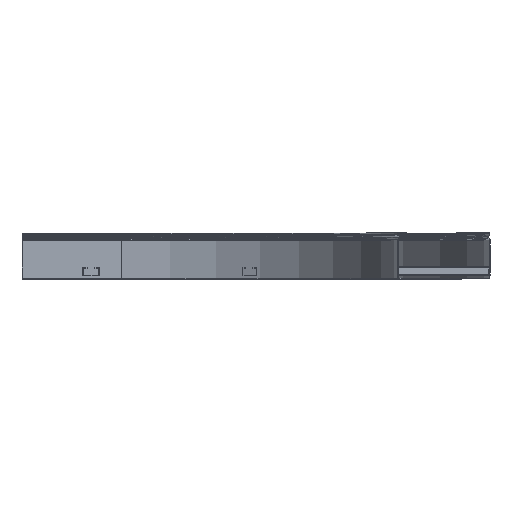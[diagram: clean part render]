
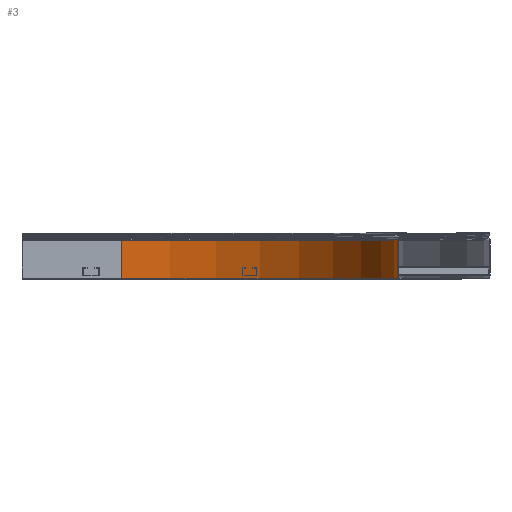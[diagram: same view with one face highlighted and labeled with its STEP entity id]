
A CAD part, top view. The second image highlights one B-rep face of the part: STEP entity #3.
In plain terms, the highlighted cylindrical face has radius 600 mm (diameter 1200 mm), a partial arc.
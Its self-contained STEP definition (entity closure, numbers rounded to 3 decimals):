
#3 = ADVANCED_FACE ( 'NONE', ( #3882 ), #3396, .F. ) ;
#46 = EDGE_CURVE ( 'NONE', #7572, #6804, #4368, .T. ) ;
#53 = DIRECTION ( 'NONE',  ( 0., 0., 1. ) ) ;
#104 = ORIENTED_EDGE ( 'NONE', *, *, #46, .F. ) ;
#520 = CIRCLE ( 'NONE', #795, 600. ) ;
#785 = CARTESIAN_POINT ( 'NONE',  ( 0., 0., 0. ) ) ;
#794 = CARTESIAN_POINT ( 'NONE',  ( 600., 0., 0. ) ) ;
#795 = AXIS2_PLACEMENT_3D ( 'NONE', #3438, #3407, #5880 ) ;
#1385 = CARTESIAN_POINT ( 'NONE',  ( 0., 84.499, -600. ) ) ;
#1414 = CARTESIAN_POINT ( 'NONE',  ( 0., 84.499, 0. ) ) ;
#1585 = ORIENTED_EDGE ( 'NONE', *, *, #5175, .T. ) ;
#2307 = AXIS2_PLACEMENT_3D ( 'NONE', #1414, #6924, #4561 ) ;
#2393 = LINE ( 'NONE', #3955, #3654 ) ;
#2578 = EDGE_CURVE ( 'NONE', #7572, #4314, #520, .T. ) ;
#2944 = ORIENTED_EDGE ( 'NONE', *, *, #6239, .T. ) ;
#3394 = DIRECTION ( 'NONE',  ( 0., 1., 0. ) ) ;
#3396 = CYLINDRICAL_SURFACE ( 'NONE', #4349, 600. ) ;
#3407 = DIRECTION ( 'NONE',  ( 0., -1., 0. ) ) ;
#3438 = CARTESIAN_POINT ( 'NONE',  ( 0., 0., 0. ) ) ;
#3654 = VECTOR ( 'NONE', #3394, 1000. ) ;
#3882 = FACE_OUTER_BOUND ( 'NONE', #7300, .T. ) ;
#3902 = ORIENTED_EDGE ( 'NONE', *, *, #2578, .T. ) ;
#3955 = CARTESIAN_POINT ( 'NONE',  ( 600., 2.2, 0. ) ) ;
#4113 = DIRECTION ( 'NONE',  ( 0., 1., 0. ) ) ;
#4133 = VERTEX_POINT ( 'NONE', #7417 ) ;
#4314 = VERTEX_POINT ( 'NONE', #794 ) ;
#4349 = AXIS2_PLACEMENT_3D ( 'NONE', #785, #4445, #53 ) ;
#4368 = LINE ( 'NONE', #7396, #6997 ) ;
#4445 = DIRECTION ( 'NONE',  ( 0., 1., 0. ) ) ;
#4561 = DIRECTION ( 'NONE',  ( 1., 0., 0. ) ) ;
#4952 = CARTESIAN_POINT ( 'NONE',  ( 0., 0., -600. ) ) ;
#5175 = EDGE_CURVE ( 'NONE', #4314, #4133, #2393, .T. ) ;
#5880 = DIRECTION ( 'NONE',  ( 1., 0., 0. ) ) ;
#6093 = CIRCLE ( 'NONE', #2307, 600. ) ;
#6239 = EDGE_CURVE ( 'NONE', #4133, #6804, #6093, .T. ) ;
#6804 = VERTEX_POINT ( 'NONE', #1385 ) ;
#6924 = DIRECTION ( 'NONE',  ( 0., 1., 0. ) ) ;
#6997 = VECTOR ( 'NONE', #4113, 1000. ) ;
#7300 = EDGE_LOOP ( 'NONE', ( #2944, #104, #3902, #1585 ) ) ;
#7396 = CARTESIAN_POINT ( 'NONE',  ( 0., 2.2, -600. ) ) ;
#7417 = CARTESIAN_POINT ( 'NONE',  ( 600., 84.499, 0. ) ) ;
#7572 = VERTEX_POINT ( 'NONE', #4952 ) ;
